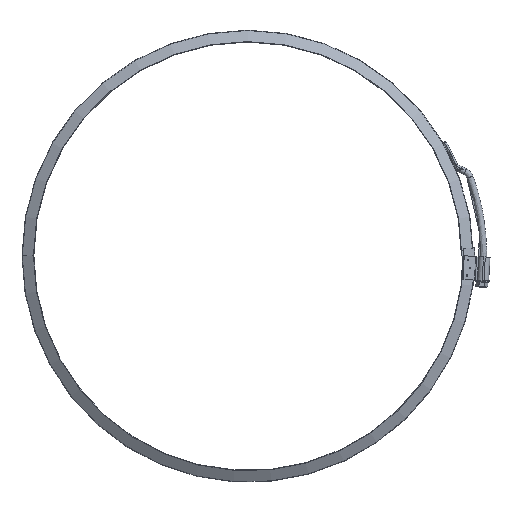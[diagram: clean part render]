
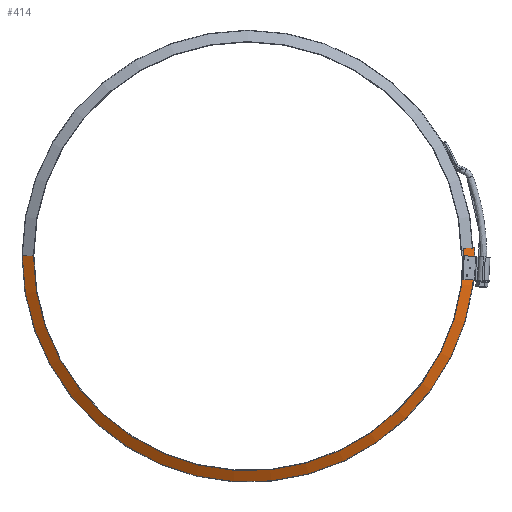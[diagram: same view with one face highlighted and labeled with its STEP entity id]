
A CAD part, top view. The second image highlights one B-rep face of the part: STEP entity #414.
In plain terms, the highlighted conical face has half-angle 60 degrees and reference radius 272.6 mm.
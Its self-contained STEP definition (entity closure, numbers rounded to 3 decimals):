
#414=ADVANCED_FACE('',(#619),#581,.T.);
#581=CONICAL_SURFACE('',#2676,272.6,60.);
#619=FACE_OUTER_BOUND('',#760,.T.);
#760=EDGE_LOOP('',(#987,#988,#989,#990));
#987=ORIENTED_EDGE('',*,*,#1935,.T.);
#988=ORIENTED_EDGE('',*,*,#1936,.T.);
#989=ORIENTED_EDGE('',*,*,#1937,.F.);
#990=ORIENTED_EDGE('',*,*,#1933,.F.);
#1695=VERTEX_POINT('',#3702);
#1696=VERTEX_POINT('',#3704);
#1697=VERTEX_POINT('',#3708);
#1698=VERTEX_POINT('',#3710);
#1933=EDGE_CURVE('',#1695,#1696,#2516,.T.);
#1935=EDGE_CURVE('',#1695,#1697,#2284,.T.);
#1936=EDGE_CURVE('',#1697,#1698,#2517,.T.);
#1937=EDGE_CURVE('',#1696,#1698,#2285,.T.);
#2284=LINE('',#3707,#2398);
#2285=LINE('',#3711,#2399);
#2398=VECTOR('',#3001,1.);
#2399=VECTOR('',#3004,1.);
#2516=CIRCLE('',#2673,272.6);
#2517=CIRCLE('',#2675,286.35);
#2673=AXIS2_PLACEMENT_3D('',#3703,#2996,#2997);
#2675=AXIS2_PLACEMENT_3D('',#3709,#3002,#3003);
#2676=AXIS2_PLACEMENT_3D('',#3712,#3005,#3006);
#2996=DIRECTION('',(0.,0.,1.));
#2997=DIRECTION('',(1.,0.,0.));
#3001=DIRECTION('',(-0.866,0.,-0.5));
#3002=DIRECTION('',(0.,0.,1.));
#3003=DIRECTION('',(1.,0.,0.));
#3004=DIRECTION('',(0.865,0.03,-0.5));
#3005=DIRECTION('',(0.,0.,-1.));
#3006=DIRECTION('',(-1.,0.,0.));
#3702=CARTESIAN_POINT('',(-271.5,0.,12.549));
#3703=CARTESIAN_POINT('',(1.1,0.,12.549));
#3704=CARTESIAN_POINT('',(273.535,9.495,12.549));
#3707=CARTESIAN_POINT('',(-271.5,0.,12.549));
#3708=CARTESIAN_POINT('',(-285.25,0.,4.61));
#3709=CARTESIAN_POINT('',(1.1,0.,4.61));
#3710=CARTESIAN_POINT('',(287.276,9.974,4.61));
#3711=CARTESIAN_POINT('',(273.535,9.495,12.549));
#3712=CARTESIAN_POINT('',(1.1,0.,12.549));
